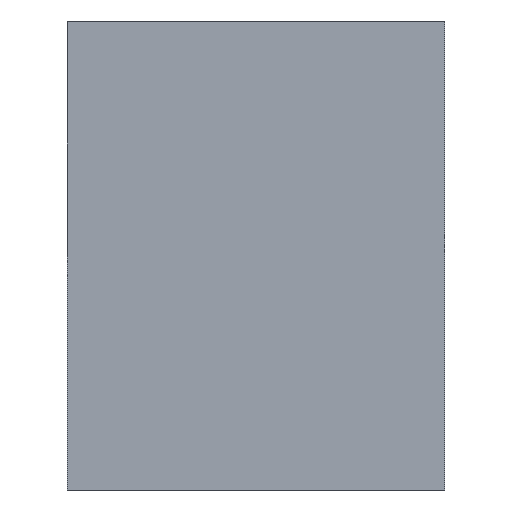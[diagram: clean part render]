
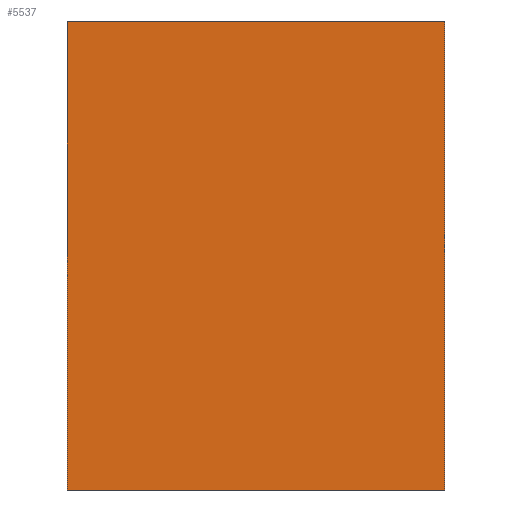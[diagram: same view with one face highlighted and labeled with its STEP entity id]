
A CAD part, left-side view. The second image highlights one B-rep face of the part: STEP entity #5537.
In plain terms, the highlighted planar face has unit normal (-1, 0, 0).
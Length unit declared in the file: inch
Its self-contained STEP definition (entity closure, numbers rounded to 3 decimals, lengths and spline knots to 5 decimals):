
#179 = EDGE_CURVE ( 'NONE', #4026, #2227, #4182, .T. ) ;
#683 = DIRECTION ( 'NONE',  ( 0., 0., 1. ) ) ;
#725 = DIRECTION ( 'NONE',  ( 0., 0., 1. ) ) ;
#785 = ORIENTED_EDGE ( 'NONE', *, *, #2054, .F. ) ;
#873 = CARTESIAN_POINT ( 'NONE',  ( -0.03937, -0.00098, -0.02561 ) ) ;
#1244 = DIRECTION ( 'NONE',  ( -1., 0., 0. ) ) ;
#1484 = CARTESIAN_POINT ( 'NONE',  ( -0.03937, 0.04035, 0.02561 ) ) ;
#2054 = EDGE_CURVE ( 'NONE', #4249, #2227, #3654, .T. ) ;
#2070 = CARTESIAN_POINT ( 'NONE',  ( -0.03937, 0.04035, 0.02461 ) ) ;
#2227 = VERTEX_POINT ( 'NONE', #3842 ) ;
#2230 = CARTESIAN_POINT ( 'NONE',  ( -0.03937, 0.04035, 0.02561 ) ) ;
#2520 = PLANE ( 'NONE',  #5560 ) ;
#2531 = VECTOR ( 'NONE', #683, 39.37008 ) ;
#2565 = DIRECTION ( 'NONE',  ( 0., 0., 1. ) ) ;
#2597 = EDGE_CURVE ( 'NONE', #3603, #4249, #4956, .T. ) ;
#2877 = FACE_OUTER_BOUND ( 'NONE', #4236, .T. ) ;
#3603 = VERTEX_POINT ( 'NONE', #4623 ) ;
#3654 = LINE ( 'NONE', #1484, #4645 ) ;
#3784 = ORIENTED_EDGE ( 'NONE', *, *, #179, .T. ) ;
#3842 = CARTESIAN_POINT ( 'NONE',  ( -0.03937, -0.00098, 0.02561 ) ) ;
#4026 = VERTEX_POINT ( 'NONE', #873 ) ;
#4182 = LINE ( 'NONE', #4378, #4725 ) ;
#4236 = EDGE_LOOP ( 'NONE', ( #3784, #785, #5905, #5860 ) ) ;
#4249 = VERTEX_POINT ( 'NONE', #2230 ) ;
#4293 = LINE ( 'NONE', #5408, #4633 ) ;
#4378 = CARTESIAN_POINT ( 'NONE',  ( -0.03937, -0.00098, 0.02461 ) ) ;
#4498 = EDGE_CURVE ( 'NONE', #3603, #4026, #4293, .T. ) ;
#4623 = CARTESIAN_POINT ( 'NONE',  ( -0.03937, 0.04035, -0.02561 ) ) ;
#4633 = VECTOR ( 'NONE', #5387, 39.37008 ) ;
#4645 = VECTOR ( 'NONE', #4667, 39.37008 ) ;
#4667 = DIRECTION ( 'NONE',  ( 0., -1., 0. ) ) ;
#4725 = VECTOR ( 'NONE', #725, 39.37008 ) ;
#4956 = LINE ( 'NONE', #2070, #2531 ) ;
#5387 = DIRECTION ( 'NONE',  ( 0., -1., 0. ) ) ;
#5408 = CARTESIAN_POINT ( 'NONE',  ( -0.03937, 0.04035, -0.02561 ) ) ;
#5537 = ADVANCED_FACE ( 'NONE', ( #2877 ), #2520, .T. ) ;
#5560 = AXIS2_PLACEMENT_3D ( 'NONE', #5759, #1244, #2565 ) ;
#5759 = CARTESIAN_POINT ( 'NONE',  ( -0.03937, -0.00098, 0.02461 ) ) ;
#5860 = ORIENTED_EDGE ( 'NONE', *, *, #4498, .T. ) ;
#5905 = ORIENTED_EDGE ( 'NONE', *, *, #2597, .F. ) ;
